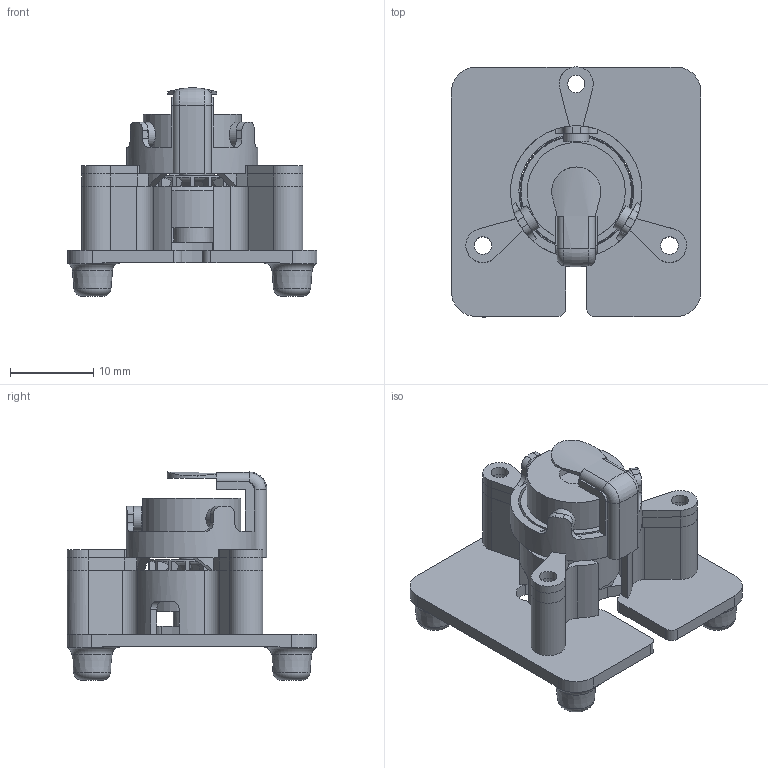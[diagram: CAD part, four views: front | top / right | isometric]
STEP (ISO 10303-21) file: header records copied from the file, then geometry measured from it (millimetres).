
FILE_DESCRIPTION(/* description */ ('STEP AP242','CAx-IF Rec.Pracs.---Representation and Presentation of Product Manufacturing Information (PMI)---4.0---2014-10-13','CAx-IF Rec.Pracs.---3D Tessellated Geometry---0.4---2014-09-14','2;1'),/* implementation_level */ '2;1');
FILE_NAME(/* name */ '66d291ba9743bc2f9f8643a4',/* time_stamp */ '2024-08-31T03:45:00Z',/* author */ (''),/* organization */ (''),/* preprocessor_version */ 'ST-DEVELOPER v20',/* originating_system */ ' ',/* authorisation */ ' ');
FILE_SCHEMA (('AP242_MANAGED_MODEL_BASED_3D_ENGINEERING_MIM_LF { 1 0 10303 442 1 1 4 }'));
Products named in the file (13): Split Ring Compound Planetary Assembly; compound planet; Bearing; 2nd stage output; 2nd stage sun; motor mount; output shaft holder; center shaft bottom; carrier; Happymodel SE0802 <1>; bell; Motor; base gearbox plate
Assembly tree (16 placements, depth 3):
  Split Ring Compound Planetary Assembly
    compound planet  x3
    Bearing  x3
    2nd stage output
    2nd stage sun
    motor mount
    output shaft holder
    center shaft bottom
    carrier
    Happymodel SE0802 <1>
      bell
      Motor
    base gearbox plate
Bounding box: 30.06 x 30.06 x 25.05 mm (x, y, z)
Volume: 3694.9 mm3; surface area: 7309.4 mm2
Topology: 15 solids, 15 shells, 1910 faces, 5681 edges, 3775 vertices
Faces by surface type: cylinder 950, bspline 551, plane 335, sphere 48, torus 20, cone 6
Full cylindrical faces by diameter (mm): 1 x9, 1.04 x8, 1.1 x1, 1.3 x1, 1.4 x3, 1.5 x6, 1.6 x3, 1.84 x1, 2.1 x9, 2.4 x5, 2.5 x6, 3 x5, 3.06 x2, 3.1 x1, 3.46 x2, 3.6 x1, 4 x1, 4.04 x1, 4.5 x1, 8.04 x1, 9.1 x1, 10.5 x2, 11.8 x1, 13.3 x2, 13.8 x1
Entity records: 53099 total; most frequent: CARTESIAN_POINT 15937, ORIENTED_EDGE 8230, DIRECTION 6642, EDGE_CURVE 4115, VERTEX_POINT 2773, AXIS2_PLACEMENT_3D 2621, EDGE_LOOP 1626, FACE_BOUND 1626
